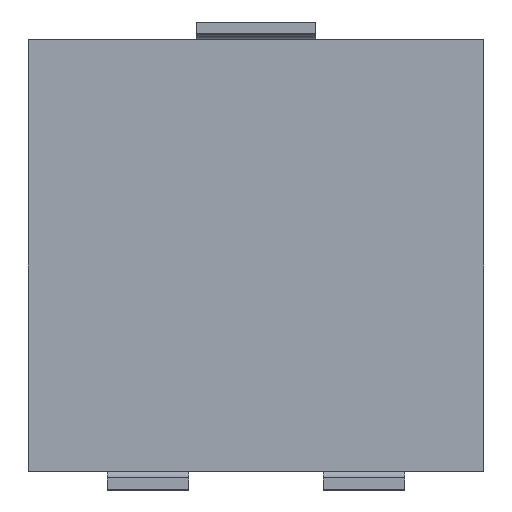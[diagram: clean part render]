
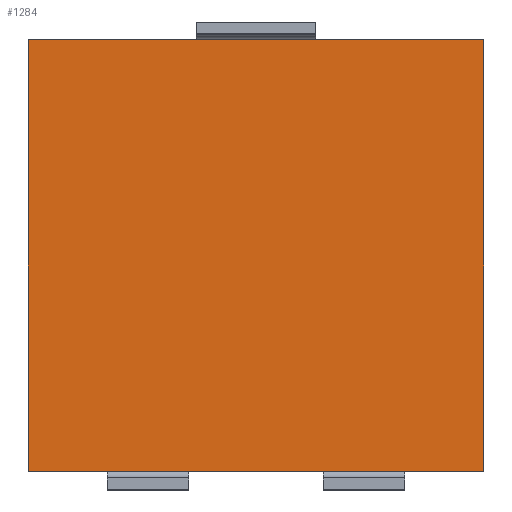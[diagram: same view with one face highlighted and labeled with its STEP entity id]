
A CAD part, top view. The second image highlights one B-rep face of the part: STEP entity #1284.
In plain terms, the highlighted planar face has unit normal (0, 0, 1).
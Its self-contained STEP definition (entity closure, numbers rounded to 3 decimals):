
#155=FACE_OUTER_BOUND('',#240,.T.);
#240=EDGE_LOOP('',(#995,#996,#997,#998));
#403=LINE('',#2044,#523);
#407=LINE('',#2056,#527);
#409=LINE('',#2059,#529);
#410=LINE('',#2061,#530);
#523=VECTOR('',#1647,4.572);
#527=VECTOR('',#1659,4.572);
#529=VECTOR('',#1663,4.826);
#530=VECTOR('',#1666,4.826);
#636=VERTEX_POINT('',#2041);
#637=VERTEX_POINT('',#2043);
#640=VERTEX_POINT('',#2053);
#641=VERTEX_POINT('',#2055);
#760=EDGE_CURVE('',#637,#636,#403,.T.);
#766=EDGE_CURVE('',#641,#640,#407,.T.);
#768=EDGE_CURVE('',#636,#641,#409,.T.);
#769=EDGE_CURVE('',#640,#637,#410,.T.);
#995=ORIENTED_EDGE('',*,*,#766,.T.);
#996=ORIENTED_EDGE('',*,*,#769,.T.);
#997=ORIENTED_EDGE('',*,*,#760,.T.);
#998=ORIENTED_EDGE('',*,*,#768,.T.);
#1217=PLANE('',#1406);
#1284=ADVANCED_FACE('',(#155),#1217,.T.);
#1406=AXIS2_PLACEMENT_3D('',#2060,#1664,#1665);
#1647=DIRECTION('',(0.,-1.,0.));
#1659=DIRECTION('',(0.,1.,0.));
#1663=DIRECTION('',(1.,0.,0.));
#1664=DIRECTION('center_axis',(0.,0.,1.));
#1665=DIRECTION('ref_axis',(-1.,0.,0.));
#1666=DIRECTION('',(-1.,0.,0.));
#2041=CARTESIAN_POINT('',(-2.413,-2.286,3.709));
#2043=CARTESIAN_POINT('',(-2.413,2.286,3.709));
#2044=CARTESIAN_POINT('',(-2.413,2.286,3.709));
#2053=CARTESIAN_POINT('',(2.413,2.286,3.709));
#2055=CARTESIAN_POINT('',(2.413,-2.286,3.709));
#2056=CARTESIAN_POINT('',(2.413,-2.286,3.709));
#2059=CARTESIAN_POINT('',(-2.413,-2.286,3.709));
#2060=CARTESIAN_POINT('Origin',(0.305,0.,
3.709));
#2061=CARTESIAN_POINT('',(2.413,2.286,3.709));
